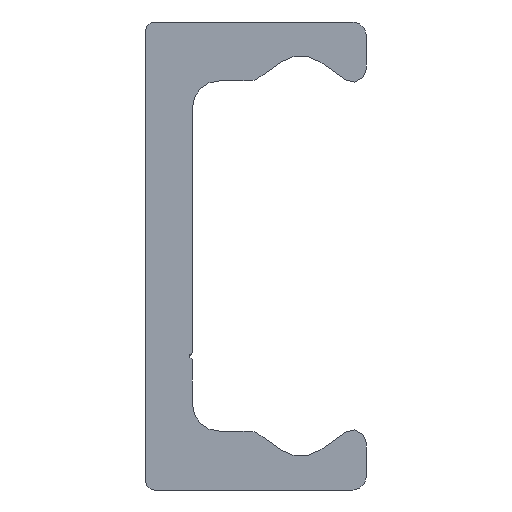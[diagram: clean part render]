
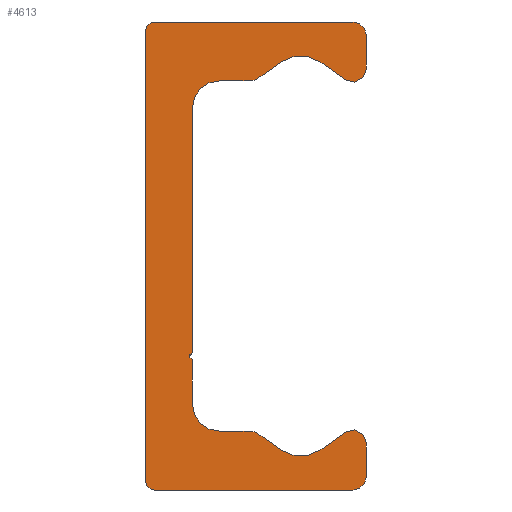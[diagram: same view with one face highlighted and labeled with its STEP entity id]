
A CAD part, left-side view. The second image highlights one B-rep face of the part: STEP entity #4613.
In plain terms, the highlighted planar face has unit normal (-1, 0, 0).
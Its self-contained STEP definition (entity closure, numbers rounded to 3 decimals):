
#3520=CARTESIAN_POINT('',(0.0,4.75,-7.25));
#3521=VERTEX_POINT('',#3520);
#3528=CARTESIAN_POINT('',(0.0,4.75,-7.75));
#3529=VERTEX_POINT('',#3528);
#3530=CARTESIAN_POINT('',(0.0,4.75,-7.5));
#3531=DIRECTION('',(-1.0,0.0,0.0));
#3532=DIRECTION('',(0.0,0.0,1.0));
#3533=AXIS2_PLACEMENT_3D('',#3530,#3531,#3532);
#3534=CIRCLE('',#3533,0.25);
#3535=EDGE_CURVE('',#3521,#3529,#3534,.T.);
#3645=CARTESIAN_POINT('',(0.0,4.75,11.1));
#3646=VERTEX_POINT('',#3645);
#3653=CARTESIAN_POINT('',(0.0,4.75,11.1));
#3654=DIRECTION('',(0.0,0.0,-1.0));
#3655=VECTOR('',#3654,18.35);
#3656=LINE('',#3653,#3655);
#3657=EDGE_CURVE('',#3646,#3521,#3656,.T.);
#3741=CARTESIAN_POINT('',(0.0,7.6,-17.5));
#3742=VERTEX_POINT('',#3741);
#3749=CARTESIAN_POINT('',(0.0,8.25,-16.85));
#3750=VERTEX_POINT('',#3749);
#3751=CARTESIAN_POINT('',(0.0,7.6,-16.85));
#3752=DIRECTION('',(1.0,0.0,0.0));
#3753=DIRECTION('',(0.0,0.0,-1.0));
#3754=AXIS2_PLACEMENT_3D('',#3751,#3752,#3753);
#3755=CIRCLE('',#3754,0.65);
#3756=EDGE_CURVE('',#3742,#3750,#3755,.T.);
#3780=CARTESIAN_POINT('',(0.0,-7.25,-17.5));
#3781=VERTEX_POINT('',#3780);
#3788=CARTESIAN_POINT('',(0.0,-7.25,-17.5));
#3789=DIRECTION('',(0.0,1.0,0.0));
#3790=VECTOR('',#3789,14.85);
#3791=LINE('',#3788,#3790);
#3792=EDGE_CURVE('',#3781,#3742,#3791,.T.);
#3812=CARTESIAN_POINT('',(0.0,-8.25,-16.5));
#3813=VERTEX_POINT('',#3812);
#3820=CARTESIAN_POINT('',(0.0,-7.25,-16.5));
#3821=DIRECTION('',(1.0,0.0,0.0));
#3822=DIRECTION('',(0.0,-1.0,0.0));
#3823=AXIS2_PLACEMENT_3D('',#3820,#3821,#3822);
#3824=CIRCLE('',#3823,1.0);
#3825=EDGE_CURVE('',#3813,#3781,#3824,.T.);
#3844=CARTESIAN_POINT('',(0.0,-8.25,-13.98));
#3845=VERTEX_POINT('',#3844);
#3852=CARTESIAN_POINT('',(0.0,-8.25,-13.98));
#3853=DIRECTION('',(0.0,0.0,-1.0));
#3854=VECTOR('',#3853,2.52);
#3855=LINE('',#3852,#3854);
#3856=EDGE_CURVE('',#3845,#3813,#3855,.T.);
#3876=CARTESIAN_POINT('',(0.0,-6.708,-13.177));
#3877=VERTEX_POINT('',#3876);
#3884=CARTESIAN_POINT('',(0.0,-7.27,-13.98));
#3885=DIRECTION('',(1.0,0.0,0.0));
#3886=DIRECTION('',(0.0,0.574,0.819));
#3887=AXIS2_PLACEMENT_3D('',#3884,#3885,#3886);
#3888=CIRCLE('',#3887,0.98);
#3889=EDGE_CURVE('',#3877,#3845,#3888,.T.);
#3908=CARTESIAN_POINT('',(0.0,-4.784,-14.524));
#3909=VERTEX_POINT('',#3908);
#3916=CARTESIAN_POINT('',(0.0,-4.784,-14.524));
#3917=DIRECTION('',(0.0,-0.819,0.574));
#3918=VECTOR('',#3917,2.349);
#3919=LINE('',#3916,#3918);
#3920=EDGE_CURVE('',#3909,#3877,#3919,.T.);
#3940=CARTESIAN_POINT('',(0.0,-1.916,-14.524));
#3941=VERTEX_POINT('',#3940);
#3948=CARTESIAN_POINT('',(0.0,-3.35,-12.477));
#3949=DIRECTION('',(-1.0,0.0,0.0));
#3950=DIRECTION('',(0.0,0.574,0.819));
#3951=AXIS2_PLACEMENT_3D('',#3948,#3949,#3950);
#3952=CIRCLE('',#3951,2.5);
#3953=EDGE_CURVE('',#3941,#3909,#3952,.T.);
#3972=CARTESIAN_POINT('',(0.0,-0.14,-13.281));
#3973=VERTEX_POINT('',#3972);
#3980=CARTESIAN_POINT('',(0.0,-0.14,-13.281));
#3981=DIRECTION('',(0.0,-0.819,-0.574));
#3982=VECTOR('',#3981,2.168);
#3983=LINE('',#3980,#3982);
#3984=EDGE_CURVE('',#3973,#3941,#3983,.T.);
#4004=CARTESIAN_POINT('',(0.0,0.433,-13.1));
#4005=VERTEX_POINT('',#4004);
#4012=CARTESIAN_POINT('',(0.0,0.433,-14.1));
#4013=DIRECTION('',(1.0,0.0,0.0));
#4014=DIRECTION('',(0.0,0.0,1.0));
#4015=AXIS2_PLACEMENT_3D('',#4012,#4013,#4014);
#4016=CIRCLE('',#4015,1.);
#4017=EDGE_CURVE('',#4005,#3973,#4016,.T.);
#4036=CARTESIAN_POINT('',(0.0,2.75,-13.1));
#4037=VERTEX_POINT('',#4036);
#4044=CARTESIAN_POINT('',(0.0,2.75,-13.1));
#4045=DIRECTION('',(0.0,-1.0,0.0));
#4046=VECTOR('',#4045,2.317);
#4047=LINE('',#4044,#4046);
#4048=EDGE_CURVE('',#4037,#4005,#4047,.T.);
#4068=CARTESIAN_POINT('',(0.0,4.75,-11.1));
#4069=VERTEX_POINT('',#4068);
#4076=CARTESIAN_POINT('',(0.0,2.75,-11.1));
#4077=DIRECTION('',(-1.0,0.0,0.0));
#4078=DIRECTION('',(0.0,0.0,1.0));
#4079=AXIS2_PLACEMENT_3D('',#4076,#4077,#4078);
#4080=CIRCLE('',#4079,2.0);
#4081=EDGE_CURVE('',#4069,#4037,#4080,.T.);
#4099=CARTESIAN_POINT('',(0.0,4.75,-7.75));
#4100=DIRECTION('',(0.0,0.0,-1.0));
#4101=VECTOR('',#4100,3.35);
#4102=LINE('',#4099,#4101);
#4103=EDGE_CURVE('',#3529,#4069,#4102,.T.);
#4123=CARTESIAN_POINT('',(0.0,2.75,13.1));
#4124=VERTEX_POINT('',#4123);
#4131=CARTESIAN_POINT('',(0.0,2.75,11.1));
#4132=DIRECTION('',(-1.0,0.0,0.0));
#4133=DIRECTION('',(0.0,-1.0,0.0));
#4134=AXIS2_PLACEMENT_3D('',#4131,#4132,#4133);
#4135=CIRCLE('',#4134,2.0);
#4136=EDGE_CURVE('',#4124,#3646,#4135,.T.);
#4155=CARTESIAN_POINT('',(0.0,0.433,13.1));
#4156=VERTEX_POINT('',#4155);
#4163=CARTESIAN_POINT('',(0.0,0.433,13.1));
#4164=DIRECTION('',(0.0,1.0,0.0));
#4165=VECTOR('',#4164,2.317);
#4166=LINE('',#4163,#4165);
#4167=EDGE_CURVE('',#4156,#4124,#4166,.T.);
#4187=CARTESIAN_POINT('',(0.0,-0.14,13.281));
#4188=VERTEX_POINT('',#4187);
#4195=CARTESIAN_POINT('',(0.0,0.433,14.1));
#4196=DIRECTION('',(1.0,0.0,0.0));
#4197=DIRECTION('',(0.0,-0.574,-0.819));
#4198=AXIS2_PLACEMENT_3D('',#4195,#4196,#4197);
#4199=CIRCLE('',#4198,1.);
#4200=EDGE_CURVE('',#4188,#4156,#4199,.T.);
#4219=CARTESIAN_POINT('',(0.0,-1.916,14.524));
#4220=VERTEX_POINT('',#4219);
#4227=CARTESIAN_POINT('',(0.0,-1.916,14.524));
#4228=DIRECTION('',(0.0,0.819,-0.574));
#4229=VECTOR('',#4228,2.168);
#4230=LINE('',#4227,#4229);
#4231=EDGE_CURVE('',#4220,#4188,#4230,.T.);
#4251=CARTESIAN_POINT('',(0.0,-4.784,14.524));
#4252=VERTEX_POINT('',#4251);
#4259=CARTESIAN_POINT('',(0.0,-3.35,12.477));
#4260=DIRECTION('',(-1.0,0.0,0.0));
#4261=DIRECTION('',(0.0,-0.574,-0.819));
#4262=AXIS2_PLACEMENT_3D('',#4259,#4260,#4261);
#4263=CIRCLE('',#4262,2.5);
#4264=EDGE_CURVE('',#4252,#4220,#4263,.T.);
#4283=CARTESIAN_POINT('',(0.0,-6.708,13.177));
#4284=VERTEX_POINT('',#4283);
#4291=CARTESIAN_POINT('',(0.0,-6.708,13.177));
#4292=DIRECTION('',(0.0,0.819,0.574));
#4293=VECTOR('',#4292,2.349);
#4294=LINE('',#4291,#4293);
#4295=EDGE_CURVE('',#4284,#4252,#4294,.T.);
#4315=CARTESIAN_POINT('',(0.0,-8.25,13.98));
#4316=VERTEX_POINT('',#4315);
#4323=CARTESIAN_POINT('',(0.0,-7.27,13.98));
#4324=DIRECTION('',(1.0,0.0,0.0));
#4325=DIRECTION('',(0.0,-1.0,0.0));
#4326=AXIS2_PLACEMENT_3D('',#4323,#4324,#4325);
#4327=CIRCLE('',#4326,0.98);
#4328=EDGE_CURVE('',#4316,#4284,#4327,.T.);
#4347=CARTESIAN_POINT('',(0.0,-8.25,16.5));
#4348=VERTEX_POINT('',#4347);
#4355=CARTESIAN_POINT('',(0.0,-8.25,16.5));
#4356=DIRECTION('',(0.0,0.0,-1.0));
#4357=VECTOR('',#4356,2.52);
#4358=LINE('',#4355,#4357);
#4359=EDGE_CURVE('',#4348,#4316,#4358,.T.);
#4379=CARTESIAN_POINT('',(0.0,-7.25,17.5));
#4380=VERTEX_POINT('',#4379);
#4387=CARTESIAN_POINT('',(0.0,-7.25,16.5));
#4388=DIRECTION('',(1.0,0.0,0.0));
#4389=DIRECTION('',(0.0,0.0,1.0));
#4390=AXIS2_PLACEMENT_3D('',#4387,#4388,#4389);
#4391=CIRCLE('',#4390,1.0);
#4392=EDGE_CURVE('',#4380,#4348,#4391,.T.);
#4411=CARTESIAN_POINT('',(0.0,7.6,17.5));
#4412=VERTEX_POINT('',#4411);
#4419=CARTESIAN_POINT('',(0.0,7.6,17.5));
#4420=DIRECTION('',(0.0,-1.0,0.0));
#4421=VECTOR('',#4420,14.85);
#4422=LINE('',#4419,#4421);
#4423=EDGE_CURVE('',#4412,#4380,#4422,.T.);
#4443=CARTESIAN_POINT('',(0.0,8.25,16.85));
#4444=VERTEX_POINT('',#4443);
#4451=CARTESIAN_POINT('',(0.0,7.6,16.85));
#4452=DIRECTION('',(1.0,0.0,0.0));
#4453=DIRECTION('',(0.0,1.0,0.0));
#4454=AXIS2_PLACEMENT_3D('',#4451,#4452,#4453);
#4455=CIRCLE('',#4454,0.65);
#4456=EDGE_CURVE('',#4444,#4412,#4455,.T.);
#4474=CARTESIAN_POINT('',(0.0,8.25,-16.85));
#4475=DIRECTION('',(0.0,0.0,1.0));
#4476=VECTOR('',#4475,33.7);
#4477=LINE('',#4474,#4476);
#4478=EDGE_CURVE('',#3750,#4444,#4477,.T.);
#4580=CARTESIAN_POINT('',(0.0,2.258,-0.017));
#4581=DIRECTION('',(1.0,0.0,0.0));
#4582=DIRECTION('',(0.0,0.0,-1.0));
#4583=AXIS2_PLACEMENT_3D('',#4580,#4581,#4582);
#4584=PLANE('',#4583);
#4585=ORIENTED_EDGE('',*,*,#4478,.F.);
#4586=ORIENTED_EDGE('',*,*,#3756,.F.);
#4587=ORIENTED_EDGE('',*,*,#3792,.F.);
#4588=ORIENTED_EDGE('',*,*,#3825,.F.);
#4589=ORIENTED_EDGE('',*,*,#3856,.F.);
#4590=ORIENTED_EDGE('',*,*,#3889,.F.);
#4591=ORIENTED_EDGE('',*,*,#3920,.F.);
#4592=ORIENTED_EDGE('',*,*,#3953,.F.);
#4593=ORIENTED_EDGE('',*,*,#3984,.F.);
#4594=ORIENTED_EDGE('',*,*,#4017,.F.);
#4595=ORIENTED_EDGE('',*,*,#4048,.F.);
#4596=ORIENTED_EDGE('',*,*,#4081,.F.);
#4597=ORIENTED_EDGE('',*,*,#4103,.F.);
#4598=ORIENTED_EDGE('',*,*,#3535,.F.);
#4599=ORIENTED_EDGE('',*,*,#3657,.F.);
#4600=ORIENTED_EDGE('',*,*,#4136,.F.);
#4601=ORIENTED_EDGE('',*,*,#4167,.F.);
#4602=ORIENTED_EDGE('',*,*,#4200,.F.);
#4603=ORIENTED_EDGE('',*,*,#4231,.F.);
#4604=ORIENTED_EDGE('',*,*,#4264,.F.);
#4605=ORIENTED_EDGE('',*,*,#4295,.F.);
#4606=ORIENTED_EDGE('',*,*,#4328,.F.);
#4607=ORIENTED_EDGE('',*,*,#4359,.F.);
#4608=ORIENTED_EDGE('',*,*,#4392,.F.);
#4609=ORIENTED_EDGE('',*,*,#4423,.F.);
#4610=ORIENTED_EDGE('',*,*,#4456,.F.);
#4611=EDGE_LOOP('',(#4585,#4586,#4587,#4588,#4589,#4590,#4591,#4592,#4593,#4594,#4595,#4596,#4597,#4598,#4599,#4600,#4601,#4602,#4603,#4604,#4605,#4606,#4607,#4608,#4609,#4610));
#4612=FACE_OUTER_BOUND('',#4611,.T.);
#4613=ADVANCED_FACE('',(#4612),#4584,.F.);
